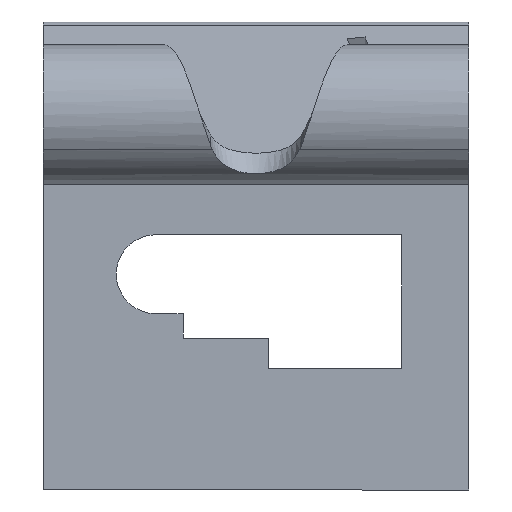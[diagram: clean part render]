
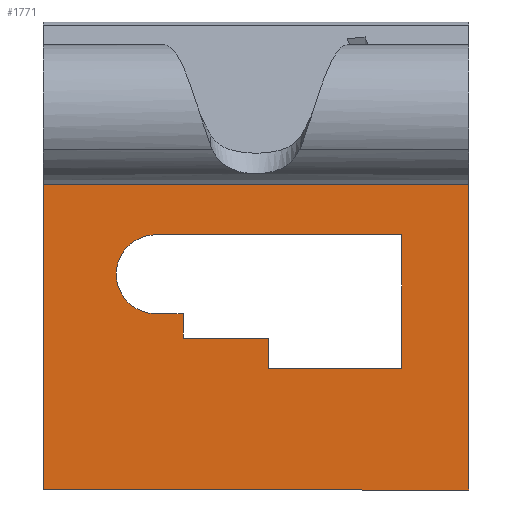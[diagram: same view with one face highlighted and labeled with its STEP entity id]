
A CAD part, front view. The second image highlights one B-rep face of the part: STEP entity #1771.
In plain terms, the highlighted planar face has unit normal (0, -1, 0).
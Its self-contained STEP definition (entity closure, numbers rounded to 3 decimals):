
#12 = VECTOR ( 'NONE', #1854, 1000. ) ;
#34 = DIRECTION ( 'NONE',  ( 0., 0., 1. ) ) ;
#47 = EDGE_CURVE ( 'NONE', #1757, #816, #1716, .T. ) ;
#54 = VERTEX_POINT ( 'NONE', #873 ) ;
#60 = DIRECTION ( 'NONE',  ( -1., 0., 0. ) ) ;
#80 = VERTEX_POINT ( 'NONE', #906 ) ;
#84 = CARTESIAN_POINT ( 'NONE',  ( 1., -2., -26. ) ) ;
#94 = PLANE ( 'NONE',  #1763 ) ;
#110 = ORIENTED_EDGE ( 'NONE', *, *, #509, .T. ) ;
#138 = LINE ( 'NONE', #1001, #12 ) ;
#162 = DIRECTION ( 'NONE',  ( -1., 0., 0. ) ) ;
#183 = LINE ( 'NONE', #212, #733 ) ;
#195 = ORIENTED_EDGE ( 'NONE', *, *, #818, .T. ) ;
#197 = ORIENTED_EDGE ( 'NONE', *, *, #47, .F. ) ;
#208 = CARTESIAN_POINT ( 'NONE',  ( 0., -2., 0. ) ) ;
#212 = CARTESIAN_POINT ( 'NONE',  ( 17.5, -2., 0. ) ) ;
#246 = DIRECTION ( 'NONE',  ( 0., -1., 0. ) ) ;
#257 = VECTOR ( 'NONE', #826, 1000. ) ;
#288 = ORIENTED_EDGE ( 'NONE', *, *, #457, .T. ) ;
#296 = VERTEX_POINT ( 'NONE', #1826 ) ;
#382 = ORIENTED_EDGE ( 'NONE', *, *, #1144, .F. ) ;
#389 = VECTOR ( 'NONE', #34, 1000. ) ;
#444 = CARTESIAN_POINT ( 'NONE',  ( -17.5, -2., -38.5 ) ) ;
#457 = EDGE_CURVE ( 'NONE', #721, #296, #1525, .T. ) ;
#479 = VECTOR ( 'NONE', #1642, 1000. ) ;
#480 = DIRECTION ( 'NONE',  ( 0., 1., 0. ) ) ;
#487 = LINE ( 'NONE', #919, #566 ) ;
#501 = CARTESIAN_POINT ( 'NONE',  ( 17.5, -2., -38.5 ) ) ;
#509 = EDGE_CURVE ( 'NONE', #1121, #54, #1353, .T. ) ;
#528 = DIRECTION ( 'NONE',  ( 0., 0., -1. ) ) ;
#545 = CARTESIAN_POINT ( 'NONE',  ( -17.5, -2., 0. ) ) ;
#564 = CARTESIAN_POINT ( 'NONE',  ( -8.25, -2., -17.5 ) ) ;
#566 = VECTOR ( 'NONE', #650, 1000. ) ;
#592 = EDGE_CURVE ( 'NONE', #957, #1757, #183, .T. ) ;
#611 = CARTESIAN_POINT ( 'NONE',  ( 17.5, -2., -2. ) ) ;
#650 = DIRECTION ( 'NONE',  ( -1., 0., 0. ) ) ;
#661 = CIRCLE ( 'NONE', #1011, 3.25 ) ;
#721 = VERTEX_POINT ( 'NONE', #1574 ) ;
#733 = VECTOR ( 'NONE', #759, 1000. ) ;
#745 = LINE ( 'NONE', #1616, #914 ) ;
#759 = DIRECTION ( 'NONE',  ( 0., 0., -1. ) ) ;
#765 = CARTESIAN_POINT ( 'NONE',  ( -17.5, -2., -2. ) ) ;
#806 = VERTEX_POINT ( 'NONE', #564 ) ;
#809 = LINE ( 'NONE', #545, #1151 ) ;
#816 = VERTEX_POINT ( 'NONE', #1444 ) ;
#818 = EDGE_CURVE ( 'NONE', #80, #1825, #138, .T. ) ;
#822 = EDGE_LOOP ( 'NONE', ( #195, #1398, #1541, #110, #926, #288, #960, #1508 ) ) ;
#826 = DIRECTION ( 'NONE',  ( 1., 0., 0. ) ) ;
#873 = CARTESIAN_POINT ( 'NONE',  ( -6., -2., -26. ) ) ;
#906 = CARTESIAN_POINT ( 'NONE',  ( 12., -2., -17.5 ) ) ;
#911 = VECTOR ( 'NONE', #162, 1000. ) ;
#914 = VECTOR ( 'NONE', #1303, 1000. ) ;
#919 = CARTESIAN_POINT ( 'NONE',  ( 1., -2., -28.5 ) ) ;
#926 = ORIENTED_EDGE ( 'NONE', *, *, #1362, .T. ) ;
#942 = DIRECTION ( 'NONE',  ( -1., 0., 0. ) ) ;
#957 = VERTEX_POINT ( 'NONE', #611 ) ;
#960 = ORIENTED_EDGE ( 'NONE', *, *, #1641, .T. ) ;
#973 = EDGE_CURVE ( 'NONE', #806, #80, #745, .T. ) ;
#979 = ORIENTED_EDGE ( 'NONE', *, *, #1115, .F. ) ;
#1001 = CARTESIAN_POINT ( 'NONE',  ( 12., -2., -28.5 ) ) ;
#1011 = AXIS2_PLACEMENT_3D ( 'NONE', #1321, #480, #1184 ) ;
#1091 = EDGE_LOOP ( 'NONE', ( #1600, #382, #979, #197 ) ) ;
#1093 = VECTOR ( 'NONE', #60, 1000. ) ;
#1107 = CARTESIAN_POINT ( 'NONE',  ( -8.25, -2., -24. ) ) ;
#1115 = EDGE_CURVE ( 'NONE', #816, #1526, #809, .T. ) ;
#1121 = VERTEX_POINT ( 'NONE', #84 ) ;
#1144 = EDGE_CURVE ( 'NONE', #1526, #957, #1228, .T. ) ;
#1151 = VECTOR ( 'NONE', #1792, 1000. ) ;
#1168 = CARTESIAN_POINT ( 'NONE',  ( -6., -2., -24. ) ) ;
#1178 = CARTESIAN_POINT ( 'NONE',  ( 1., -2., -28.5 ) ) ;
#1184 = DIRECTION ( 'NONE',  ( 0., 0., -1. ) ) ;
#1228 = LINE ( 'NONE', #1688, #257 ) ;
#1247 = CARTESIAN_POINT ( 'NONE',  ( 12., -2., -28.5 ) ) ;
#1303 = DIRECTION ( 'NONE',  ( 1., 0., 0. ) ) ;
#1321 = CARTESIAN_POINT ( 'NONE',  ( -8.25, -2., -20.75 ) ) ;
#1329 = VECTOR ( 'NONE', #942, 1000. ) ;
#1343 = CARTESIAN_POINT ( 'NONE',  ( -6., -2., -26. ) ) ;
#1352 = LINE ( 'NONE', #1168, #389 ) ;
#1353 = LINE ( 'NONE', #1343, #1093 ) ;
#1362 = EDGE_CURVE ( 'NONE', #54, #721, #1352, .T. ) ;
#1380 = VERTEX_POINT ( 'NONE', #1178 ) ;
#1398 = ORIENTED_EDGE ( 'NONE', *, *, #1481, .T. ) ;
#1444 = CARTESIAN_POINT ( 'NONE',  ( -17.5, -2., -38.5 ) ) ;
#1463 = CARTESIAN_POINT ( 'NONE',  ( 1., -2., -26. ) ) ;
#1467 = EDGE_CURVE ( 'NONE', #1380, #1121, #1769, .T. ) ;
#1481 = EDGE_CURVE ( 'NONE', #1825, #1380, #487, .T. ) ;
#1508 = ORIENTED_EDGE ( 'NONE', *, *, #973, .T. ) ;
#1525 = LINE ( 'NONE', #1107, #1329 ) ;
#1526 = VERTEX_POINT ( 'NONE', #765 ) ;
#1541 = ORIENTED_EDGE ( 'NONE', *, *, #1467, .T. ) ;
#1574 = CARTESIAN_POINT ( 'NONE',  ( -6., -2., -24. ) ) ;
#1600 = ORIENTED_EDGE ( 'NONE', *, *, #592, .F. ) ;
#1616 = CARTESIAN_POINT ( 'NONE',  ( 12., -2., -17.5 ) ) ;
#1641 = EDGE_CURVE ( 'NONE', #296, #806, #661, .T. ) ;
#1642 = DIRECTION ( 'NONE',  ( 0., 0., 1. ) ) ;
#1653 = FACE_BOUND ( 'NONE', #822, .T. ) ;
#1688 = CARTESIAN_POINT ( 'NONE',  ( 0., -2., -2. ) ) ;
#1716 = LINE ( 'NONE', #444, #911 ) ;
#1757 = VERTEX_POINT ( 'NONE', #501 ) ;
#1763 = AXIS2_PLACEMENT_3D ( 'NONE', #208, #246, #528 ) ;
#1769 = LINE ( 'NONE', #1463, #479 ) ;
#1771 = ADVANCED_FACE ( 'NONE', ( #1653, #1793 ), #94, .T. ) ;
#1792 = DIRECTION ( 'NONE',  ( 0., 0., 1. ) ) ;
#1793 = FACE_OUTER_BOUND ( 'NONE', #1091, .T. ) ;
#1825 = VERTEX_POINT ( 'NONE', #1247 ) ;
#1826 = CARTESIAN_POINT ( 'NONE',  ( -8.25, -2., -24. ) ) ;
#1854 = DIRECTION ( 'NONE',  ( 0., 0., -1. ) ) ;
